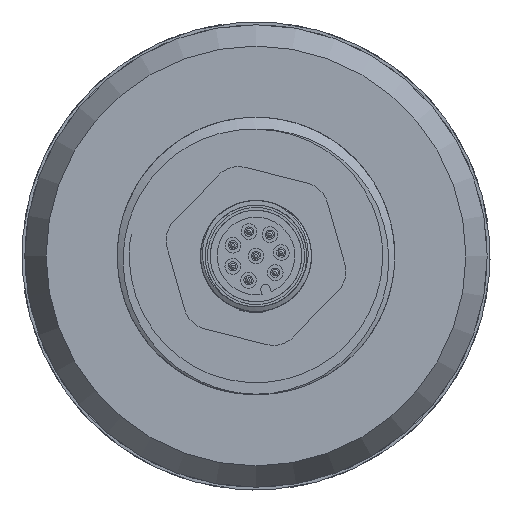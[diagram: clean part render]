
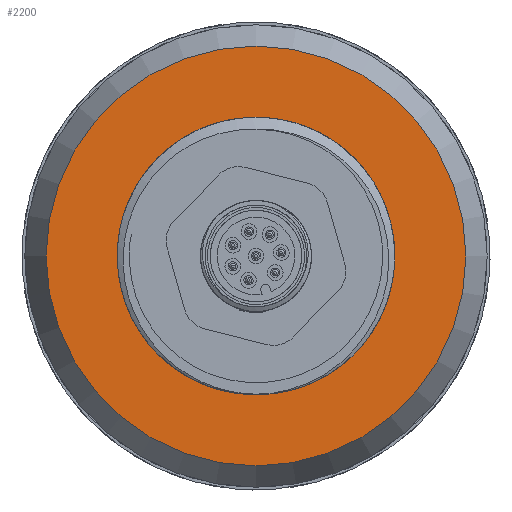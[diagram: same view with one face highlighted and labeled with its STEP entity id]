
A CAD part, front view. The second image highlights one B-rep face of the part: STEP entity #2200.
In plain terms, the highlighted planar face has unit normal (0, -1, 0).
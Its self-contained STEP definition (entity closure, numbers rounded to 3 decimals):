
#247=FACE_BOUND('',#468,.T.);
#284=PLANE('',#2545);
#330=FACE_OUTER_BOUND('',#467,.T.);
#467=EDGE_LOOP('',(#1517));
#468=EDGE_LOOP('',(#1518));
#873=CIRCLE('',#2544,22.691);
#874=CIRCLE('',#2546,13.);
#977=VERTEX_POINT('',#3471);
#978=VERTEX_POINT('',#3475);
#1191=EDGE_CURVE('',#977,#977,#873,.T.);
#1192=EDGE_CURVE('',#978,#978,#874,.T.);
#1517=ORIENTED_EDGE('',*,*,#1191,.F.);
#1518=ORIENTED_EDGE('',*,*,#1192,.F.);
#2200=ADVANCED_FACE('',(#330,#247),#284,.T.);
#2544=AXIS2_PLACEMENT_3D('',#3473,#2839,#2840);
#2545=AXIS2_PLACEMENT_3D('',#3474,#2841,#2842);
#2546=AXIS2_PLACEMENT_3D('',#3476,#2843,#2844);
#2839=DIRECTION('center_axis',(0.,1.,0.));
#2840=DIRECTION('ref_axis',(1.,0.,0.));
#2841=DIRECTION('center_axis',(0.,-1.,0.));
#2842=DIRECTION('ref_axis',(0.,0.,-1.));
#2843=DIRECTION('center_axis',(0.,-1.,0.));
#2844=DIRECTION('ref_axis',(1.,0.,0.));
#3471=CARTESIAN_POINT('',(-22.691,-2.5,0.));
#3473=CARTESIAN_POINT('Origin',(0.,-2.5,0.));
#3474=CARTESIAN_POINT('Origin',(-25.,-2.5,0.));
#3475=CARTESIAN_POINT('',(13.,-2.5,0.));
#3476=CARTESIAN_POINT('Origin',(0.,-2.5,0.));
